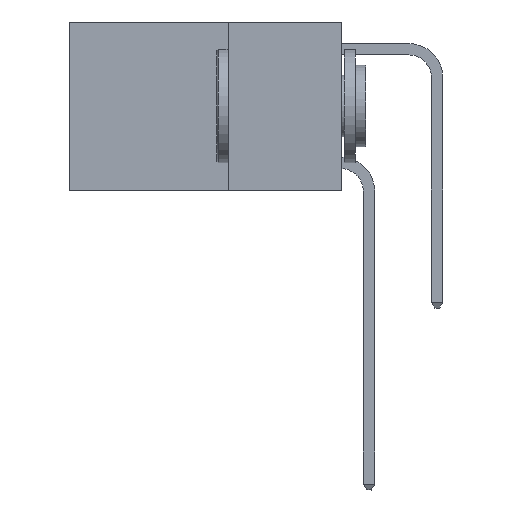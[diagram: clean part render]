
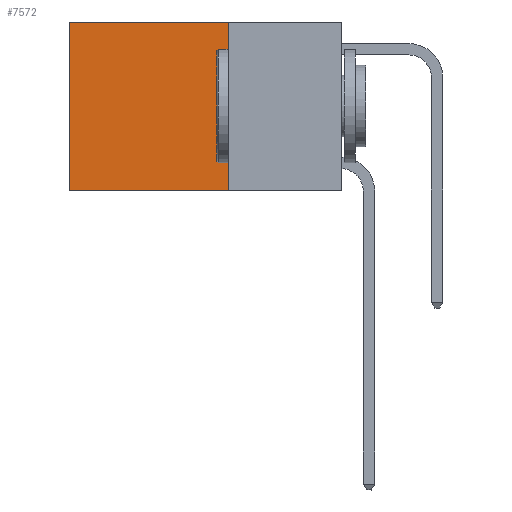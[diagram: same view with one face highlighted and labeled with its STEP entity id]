
A CAD part, left-side view. The second image highlights one B-rep face of the part: STEP entity #7572.
In plain terms, the highlighted planar face has unit normal (-1, 0, 0).
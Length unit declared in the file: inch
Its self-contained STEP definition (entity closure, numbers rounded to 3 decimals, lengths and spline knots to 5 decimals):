
#865 = EDGE_CURVE ( 'NONE', #7680, #7066, #879, .T. ) ;
#879 = LINE ( 'NONE', #12187, #5862 ) ;
#1403 = VECTOR ( 'NONE', #3686, 39.37008 ) ;
#1498 = CARTESIAN_POINT ( 'NONE',  ( 0.2625, 0.6, 0. ) ) ;
#1576 = FACE_OUTER_BOUND ( 'NONE', #5352, .T. ) ;
#2078 = CARTESIAN_POINT ( 'NONE',  ( 0.2625, 0.25, 0. ) ) ;
#2271 = VERTEX_POINT ( 'NONE', #8523 ) ;
#2505 = VERTEX_POINT ( 'NONE', #2994 ) ;
#2908 = LINE ( 'NONE', #2078, #3063 ) ;
#2994 = CARTESIAN_POINT ( 'NONE',  ( 0.2625, 0.25, 0. ) ) ;
#3063 = VECTOR ( 'NONE', #4287, 39.37008 ) ;
#3497 = PLANE ( 'NONE',  #9996 ) ;
#3686 = DIRECTION ( 'NONE',  ( 0., 1., 0. ) ) ;
#3770 = DIRECTION ( 'NONE',  ( 1., 0., 0. ) ) ;
#3877 = ORIENTED_EDGE ( 'NONE', *, *, #11750, .F. ) ;
#3940 = CARTESIAN_POINT ( 'NONE',  ( 0.2625, 0.6, -0.37 ) ) ;
#3971 = ORIENTED_EDGE ( 'NONE', *, *, #4301, .T. ) ;
#4287 = DIRECTION ( 'NONE',  ( 0., 1., 0. ) ) ;
#4301 = EDGE_CURVE ( 'NONE', #2505, #7680, #2908, .T. ) ;
#4690 = ORIENTED_EDGE ( 'NONE', *, *, #865, .T. ) ;
#5352 = EDGE_LOOP ( 'NONE', ( #4690, #12425, #3877, #3971 ) ) ;
#5862 = VECTOR ( 'NONE', #7243, 39.37008 ) ;
#7066 = VERTEX_POINT ( 'NONE', #3940 ) ;
#7243 = DIRECTION ( 'NONE',  ( 0., 0., -1. ) ) ;
#7479 = LINE ( 'NONE', #9315, #7769 ) ;
#7572 = ADVANCED_FACE ( 'NONE', ( #1576 ), #3497, .F. ) ;
#7680 = VERTEX_POINT ( 'NONE', #1498 ) ;
#7769 = VECTOR ( 'NONE', #10654, 39.37008 ) ;
#7892 = DIRECTION ( 'NONE',  ( 0., 0., -1. ) ) ;
#8523 = CARTESIAN_POINT ( 'NONE',  ( 0.2625, 0.25, -0.37 ) ) ;
#8988 = CARTESIAN_POINT ( 'NONE',  ( 0.2625, 0.25, 0. ) ) ;
#9315 = CARTESIAN_POINT ( 'NONE',  ( 0.2625, 0.25, 0. ) ) ;
#9996 = AXIS2_PLACEMENT_3D ( 'NONE', #8988, #3770, #7892 ) ;
#10134 = EDGE_CURVE ( 'NONE', #2271, #7066, #12760, .T. ) ;
#10654 = DIRECTION ( 'NONE',  ( 0., 0., -1. ) ) ;
#11721 = CARTESIAN_POINT ( 'NONE',  ( 0.2625, 0.25, -0.37 ) ) ;
#11750 = EDGE_CURVE ( 'NONE', #2505, #2271, #7479, .T. ) ;
#12187 = CARTESIAN_POINT ( 'NONE',  ( 0.2625, 0.6, 0. ) ) ;
#12425 = ORIENTED_EDGE ( 'NONE', *, *, #10134, .F. ) ;
#12760 = LINE ( 'NONE', #11721, #1403 ) ;
